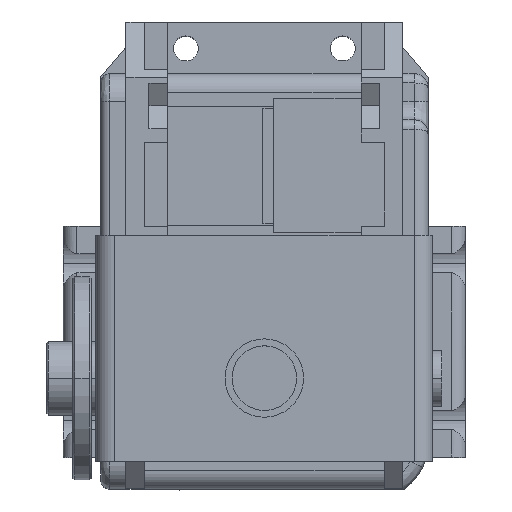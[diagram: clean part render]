
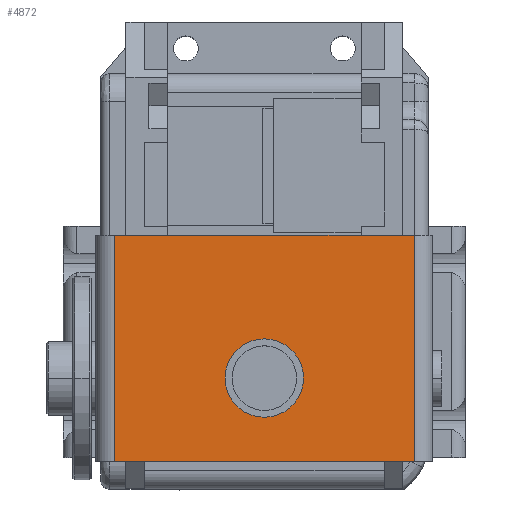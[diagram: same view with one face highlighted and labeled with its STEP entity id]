
A CAD part, top view. The second image highlights one B-rep face of the part: STEP entity #4872.
In plain terms, the highlighted planar face has unit normal (0, 0, 1).
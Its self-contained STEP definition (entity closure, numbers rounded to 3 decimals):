
#1754 = PLANE ( 'NONE',  #35406 ) ;
#2721 = CARTESIAN_POINT ( 'NONE',  ( -16.25, -166.638, 21.05 ) ) ;
#3872 = FACE_BOUND ( 'NONE', #8222, .T. ) ;
#4872 = ADVANCED_FACE ( 'NONE', ( #3872, #18614 ), #1754, .T. ) ;
#5484 = CARTESIAN_POINT ( 'NONE',  ( 16.25, -142.138, 21.05 ) ) ;
#5914 = VECTOR ( 'NONE', #16432, 1000. ) ;
#6586 = CARTESIAN_POINT ( 'NONE',  ( 15.25, -166.638, 21.05 ) ) ;
#7488 = VECTOR ( 'NONE', #11937, 1000. ) ;
#7764 = ORIENTED_EDGE ( 'NONE', *, *, #26820, .F. ) ;
#8222 = EDGE_LOOP ( 'NONE', ( #7764, #35886 ) ) ;
#8781 = VERTEX_POINT ( 'NONE', #19857 ) ;
#10740 = CARTESIAN_POINT ( 'NONE',  ( 15., -163.638, 21.05 ) ) ;
#11937 = DIRECTION ( 'NONE',  ( -1., 0., 0. ) ) ;
#14168 = VERTEX_POINT ( 'NONE', #2721 ) ;
#15540 = VERTEX_POINT ( 'NONE', #19478 ) ;
#16014 = DIRECTION ( 'NONE',  ( 0., 0., 1. ) ) ;
#16432 = DIRECTION ( 'NONE',  ( 0., 1., 0. ) ) ;
#16490 = EDGE_CURVE ( 'NONE', #8781, #32432, #22157, .T. ) ;
#17071 = ORIENTED_EDGE ( 'NONE', *, *, #23441, .T. ) ;
#17358 = VERTEX_POINT ( 'NONE', #30681 ) ;
#17633 = DIRECTION ( 'NONE',  ( 0., 0., 1. ) ) ;
#18001 = DIRECTION ( 'NONE',  ( -1., 0., 0. ) ) ;
#18423 = VECTOR ( 'NONE', #30310, 1000. ) ;
#18614 = FACE_OUTER_BOUND ( 'NONE', #23553, .T. ) ;
#18620 = ORIENTED_EDGE ( 'NONE', *, *, #22129, .T. ) ;
#18621 = LINE ( 'NONE', #27439, #29152 ) ;
#18639 = LINE ( 'NONE', #6586, #18423 ) ;
#18910 = CARTESIAN_POINT ( 'NONE',  ( 16.25, -142.138, 21.05 ) ) ;
#19364 = DIRECTION ( 'NONE',  ( -1., 0., 0. ) ) ;
#19443 = CARTESIAN_POINT ( 'NONE',  ( 0., -157.638, 21.05 ) ) ;
#19478 = CARTESIAN_POINT ( 'NONE',  ( 4.25, -157.638, 21.05 ) ) ;
#19789 = AXIS2_PLACEMENT_3D ( 'NONE', #32158, #17633, #18001 ) ;
#19857 = CARTESIAN_POINT ( 'NONE',  ( 16.25, -166.638, 21.05 ) ) ;
#22129 = EDGE_CURVE ( 'NONE', #14168, #8781, #18639, .T. ) ;
#22157 = LINE ( 'NONE', #18910, #5914 ) ;
#23160 = EDGE_CURVE ( 'NONE', #15540, #17358, #33145, .T. ) ;
#23441 = EDGE_CURVE ( 'NONE', #32432, #24434, #26338, .T. ) ;
#23553 = EDGE_LOOP ( 'NONE', ( #17071, #36197, #18620, #32553 ) ) ;
#23967 = AXIS2_PLACEMENT_3D ( 'NONE', #19443, #16014, #27691 ) ;
#24434 = VERTEX_POINT ( 'NONE', #37882 ) ;
#26338 = LINE ( 'NONE', #26520, #7488 ) ;
#26520 = CARTESIAN_POINT ( 'NONE',  ( 15.25, -142.138, 21.05 ) ) ;
#26820 = EDGE_CURVE ( 'NONE', #17358, #15540, #36268, .T. ) ;
#27439 = CARTESIAN_POINT ( 'NONE',  ( -16.25, -166.638, 21.05 ) ) ;
#27691 = DIRECTION ( 'NONE',  ( -1., 0., 0. ) ) ;
#29152 = VECTOR ( 'NONE', #30286, 1000. ) ;
#30286 = DIRECTION ( 'NONE',  ( 0., -1., 0. ) ) ;
#30310 = DIRECTION ( 'NONE',  ( 1., 0., 0. ) ) ;
#30476 = DIRECTION ( 'NONE',  ( 0., 0., 1. ) ) ;
#30681 = CARTESIAN_POINT ( 'NONE',  ( -4.25, -157.638, 21.05 ) ) ;
#31651 = EDGE_CURVE ( 'NONE', #24434, #14168, #18621, .T. ) ;
#32158 = CARTESIAN_POINT ( 'NONE',  ( 0., -157.638, 21.05 ) ) ;
#32432 = VERTEX_POINT ( 'NONE', #5484 ) ;
#32553 = ORIENTED_EDGE ( 'NONE', *, *, #16490, .T. ) ;
#33145 = CIRCLE ( 'NONE', #23967, 4.25 ) ;
#35406 = AXIS2_PLACEMENT_3D ( 'NONE', #10740, #30476, #19364 ) ;
#35886 = ORIENTED_EDGE ( 'NONE', *, *, #23160, .F. ) ;
#36197 = ORIENTED_EDGE ( 'NONE', *, *, #31651, .T. ) ;
#36268 = CIRCLE ( 'NONE', #19789, 4.25 ) ;
#37882 = CARTESIAN_POINT ( 'NONE',  ( -16.25, -142.138, 21.05 ) ) ;
